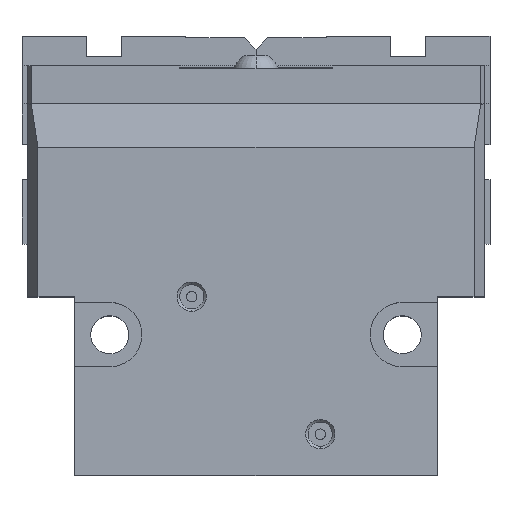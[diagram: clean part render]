
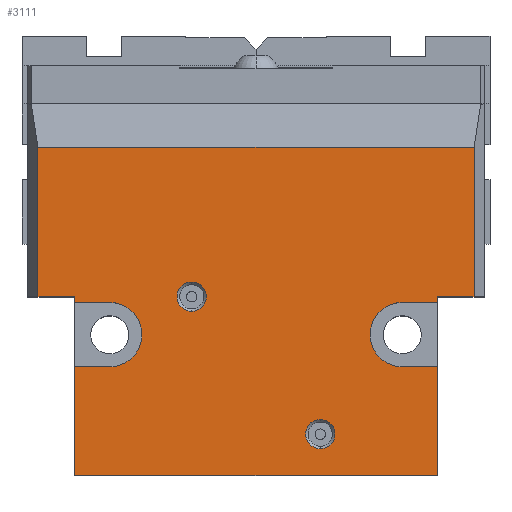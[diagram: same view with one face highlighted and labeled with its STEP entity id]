
A CAD part, top view. The second image highlights one B-rep face of the part: STEP entity #3111.
In plain terms, the highlighted planar face has unit normal (0, 0, 1).
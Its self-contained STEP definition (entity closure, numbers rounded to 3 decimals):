
#1877 = VERTEX_POINT( '', #4995 );
#1911 = EDGE_CURVE( '', #2409, #4191, #5034, .T. );
#1979 = EDGE_CURVE( '', #2593, #3589, #5110, .T. );
#2073 = EDGE_CURVE( '', #2253, #3493, #5212, .T. );
#2125 = VERTEX_POINT( '', #5267 );
#2147 = EDGE_CURVE( '', #3213, #1877, #5291, .T. );
#2173 = EDGE_CURVE( '', #3911, #1877, #5320, .T. );
#2177 = VERTEX_POINT( '', #5324 );
#2253 = VERTEX_POINT( '', #5405 );
#2315 = VERTEX_POINT( '', #5477 );
#2355 = VERTEX_POINT( '', #5519 );
#2407 = VERTEX_POINT( '', #5574 );
#2409 = VERTEX_POINT( '', #5576 );
#2489 = VERTEX_POINT( '', #5664 );
#2563 = VERTEX_POINT( '', #5749 );
#2593 = VERTEX_POINT( '', #5784 );
#2641 = EDGE_CURVE( '', #4557, #2253, #5836, .T. );
#2691 = EDGE_CURVE( '', #4191, #2593, #5897, .T. );
#2831 = EDGE_CURVE( '', #2489, #2409, #6053, .T. );
#2851 = EDGE_CURVE( '', #2407, #4169, #6073, .T. );
#2863 = EDGE_CURVE( '', #4169, #2407, #6088, .T. );
#2947 = VERTEX_POINT( '', #6179 );
#3111 = ADVANCED_FACE( '', ( #6363, #6364, #6365 ), #6366, .T. );
#3181 = EDGE_CURVE( '', #3213, #2355, #6444, .T. );
#3213 = VERTEX_POINT( '', #6479 );
#3311 = EDGE_CURVE( '', #4371, #3911, #6588, .T. );
#3461 = EDGE_CURVE( '', #2947, #2489, #6756, .T. );
#3493 = VERTEX_POINT( '', #6791 );
#3589 = VERTEX_POINT( '', #6903 );
#3639 = EDGE_CURVE( '', #2177, #4557, #6956, .T. );
#3761 = EDGE_CURVE( '', #2177, #2355, #7084, .T. );
#3887 = EDGE_CURVE( '', #3589, #2315, #7222, .T. );
#3911 = VERTEX_POINT( '', #7250 );
#3953 = EDGE_CURVE( '', #2563, #2125, #7293, .T. );
#3957 = EDGE_CURVE( '', #2315, #4371, #7297, .T. );
#3999 = EDGE_CURVE( '', #2125, #2563, #7340, .T. );
#4169 = VERTEX_POINT( '', #7527 );
#4191 = VERTEX_POINT( '', #7554 );
#4301 = EDGE_CURVE( '', #2947, #3493, #7680, .T. );
#4371 = VERTEX_POINT( '', #7756 );
#4557 = VERTEX_POINT( '', #7964 );
#4995 = CARTESIAN_POINT( '', ( -37.268, 56.036, 22. ) );
#5034 = LINE( '', #8576, #8577 );
#5110 = LINE( '', #8675, #8676 );
#5212 = LINE( '', #8829, #8830 );
#5267 = CARTESIAN_POINT( '', ( 11., 9.5, 22. ) );
#5291 = LINE( '', #8946, #8947 );
#5320 = LINE( '', #8986, #8987 );
#5324 = CARTESIAN_POINT( '', ( -31., 29.5, 22. ) );
#5405 = CARTESIAN_POINT( '', ( -25., 18.5, 22. ) );
#5477 = CARTESIAN_POINT( '', ( 31., 30.5, 22. ) );
#5519 = CARTESIAN_POINT( '', ( -31., 30.5, 22. ) );
#5574 = CARTESIAN_POINT( '', ( -11., 28., 22. ) );
#5576 = CARTESIAN_POINT( '', ( 31., 18.5, 22. ) );
#5664 = CARTESIAN_POINT( '', ( 31., 0., 22. ) );
#5749 = CARTESIAN_POINT( '', ( 11., 4.5, 22. ) );
#5784 = CARTESIAN_POINT( '', ( 25., 29.5, 22. ) );
#5836 = CIRCLE( '', #9738, 5.5 );
#5897 = CIRCLE( '', #9814, 5.5 );
#6053 = LINE( '', #10026, #10027 );
#6073 = CIRCLE( '', #10052, 2.5 );
#6088 = CIRCLE( '', #10069, 2.5 );
#6179 = CARTESIAN_POINT( '', ( -31., 0., 22. ) );
#6363 = FACE_BOUND( '', #10451, .T. );
#6364 = FACE_BOUND( '', #10452, .T. );
#6365 = FACE_OUTER_BOUND( '', #10453, .T. );
#6366 = PLANE( '', #10454 );
#6444 = LINE( '', #10562, #10563 );
#6479 = CARTESIAN_POINT( '', ( -37.268, 30.5, 22. ) );
#6588 = LINE( '', #10799, #10800 );
#6756 = LINE( '', #11042, #11043 );
#6791 = CARTESIAN_POINT( '', ( -31., 18.5, 22. ) );
#6903 = CARTESIAN_POINT( '', ( 31., 29.5, 22. ) );
#6956 = LINE( '', #11358, #11359 );
#7084 = LINE( '', #11573, #11574 );
#7222 = LINE( '', #11768, #11769 );
#7250 = CARTESIAN_POINT( '', ( 37.268, 56.036, 22. ) );
#7293 = CIRCLE( '', #11880, 2.5 );
#7297 = LINE( '', #11887, #11888 );
#7340 = CIRCLE( '', #11961, 2.5 );
#7527 = CARTESIAN_POINT( '', ( -11., 33., 22. ) );
#7554 = CARTESIAN_POINT( '', ( 25., 18.5, 22. ) );
#7680 = LINE( '', #12451, #12452 );
#7756 = CARTESIAN_POINT( '', ( 37.268, 30.5, 22. ) );
#7964 = CARTESIAN_POINT( '', ( -25., 29.5, 22. ) );
#8576 = CARTESIAN_POINT( '', ( 28., 18.5, 22. ) );
#8577 = VECTOR( '', #13424, 1. );
#8675 = CARTESIAN_POINT( '', ( 33., 29.5, 22. ) );
#8676 = VECTOR( '', #13506, 1. );
#8829 = CARTESIAN_POINT( '', ( -2., 18.5, 22. ) );
#8830 = VECTOR( '', #13601, 1. );
#8946 = CARTESIAN_POINT( '', ( -37.268, 30.5, 22. ) );
#8947 = VECTOR( '', #13669, 1. );
#8986 = CARTESIAN_POINT( '', ( 35.5, 56.036, 22. ) );
#8987 = VECTOR( '', #13701, 1. );
#9738 = AXIS2_PLACEMENT_3D( '', #14253, #14254, #14255 );
#9814 = AXIS2_PLACEMENT_3D( '', #14360, #14361, #14362 );
#10026 = CARTESIAN_POINT( '', ( 31., 0., 22. ) );
#10027 = VECTOR( '', #14550, 1. );
#10052 = AXIS2_PLACEMENT_3D( '', #14558, #14559, #14560 );
#10069 = AXIS2_PLACEMENT_3D( '', #14589, #14590, #14591 );
#10451 = EDGE_LOOP( '', ( #14882, #14883 ) );
#10452 = EDGE_LOOP( '', ( #14884, #14885 ) );
#10453 = EDGE_LOOP( '', ( #14886, #14887, #14888, #14889, #14890, #14891, #14892, #14893, #14894, #14895, #14896, #14897, #14898, #14899, #14900, #14901 ) );
#10454 = AXIS2_PLACEMENT_3D( '', #14902, #14903, #14904 );
#10562 = CARTESIAN_POINT( '', ( -37.268, 30.5, 22. ) );
#10563 = VECTOR( '', #14995, 1. );
#10799 = CARTESIAN_POINT( '', ( 37.268, 30.5, 22. ) );
#10800 = VECTOR( '', #15161, 1. );
#11042 = CARTESIAN_POINT( '', ( -31., 0., 22. ) );
#11043 = VECTOR( '', #15362, 1. );
#11358 = CARTESIAN_POINT( '', ( 3., 29.5, 22. ) );
#11359 = VECTOR( '', #15582, 1. );
#11573 = CARTESIAN_POINT( '', ( -31., 0., 22. ) );
#11574 = VECTOR( '', #15675, 1. );
#11768 = CARTESIAN_POINT( '', ( 31., 0., 22. ) );
#11769 = VECTOR( '', #15834, 1. );
#11880 = AXIS2_PLACEMENT_3D( '', #15888, #15889, #15890 );
#11887 = CARTESIAN_POINT( '', ( -37.268, 30.5, 22. ) );
#11888 = VECTOR( '', #15892, 1. );
#11961 = AXIS2_PLACEMENT_3D( '', #15922, #15923, #15924 );
#12451 = CARTESIAN_POINT( '', ( -31., 0., 22. ) );
#12452 = VECTOR( '', #16330, 1. );
#13424 = DIRECTION( '', ( -1., 0., 0. ) );
#13506 = DIRECTION( '', ( 1., 0., 0. ) );
#13601 = DIRECTION( '', ( -1., 0., 0. ) );
#13669 = DIRECTION( '', ( 0., 1., 0. ) );
#13701 = DIRECTION( '', ( -1., 0., 0. ) );
#14253 = CARTESIAN_POINT( '', ( -25., 24., 22. ) );
#14254 = DIRECTION( '', ( 0., 0., -1. ) );
#14255 = DIRECTION( '', ( 0., -1., 0. ) );
#14360 = CARTESIAN_POINT( '', ( 25., 24., 22. ) );
#14361 = DIRECTION( '', ( 0., 0., -1. ) );
#14362 = DIRECTION( '', ( 0., 1., 0. ) );
#14550 = DIRECTION( '', ( 0., 1., 0. ) );
#14558 = CARTESIAN_POINT( '', ( -11., 30.5, 22. ) );
#14559 = DIRECTION( '', ( 0., 0., -1. ) );
#14560 = DIRECTION( '', ( 0., 1., 0. ) );
#14589 = CARTESIAN_POINT( '', ( -11., 30.5, 22. ) );
#14590 = DIRECTION( '', ( 0., 0., -1. ) );
#14591 = DIRECTION( '', ( 0., 1., 0. ) );
#14882 = ORIENTED_EDGE( '', *, *, #2863, .T. );
#14883 = ORIENTED_EDGE( '', *, *, #2851, .T. );
#14884 = ORIENTED_EDGE( '', *, *, #3999, .T. );
#14885 = ORIENTED_EDGE( '', *, *, #3953, .T. );
#14886 = ORIENTED_EDGE( '', *, *, #1911, .T. );
#14887 = ORIENTED_EDGE( '', *, *, #2691, .T. );
#14888 = ORIENTED_EDGE( '', *, *, #1979, .T. );
#14889 = ORIENTED_EDGE( '', *, *, #3887, .T. );
#14890 = ORIENTED_EDGE( '', *, *, #3957, .T. );
#14891 = ORIENTED_EDGE( '', *, *, #3311, .T. );
#14892 = ORIENTED_EDGE( '', *, *, #2173, .T. );
#14893 = ORIENTED_EDGE( '', *, *, #2147, .F. );
#14894 = ORIENTED_EDGE( '', *, *, #3181, .T. );
#14895 = ORIENTED_EDGE( '', *, *, #3761, .F. );
#14896 = ORIENTED_EDGE( '', *, *, #3639, .T. );
#14897 = ORIENTED_EDGE( '', *, *, #2641, .T. );
#14898 = ORIENTED_EDGE( '', *, *, #2073, .T. );
#14899 = ORIENTED_EDGE( '', *, *, #4301, .F. );
#14900 = ORIENTED_EDGE( '', *, *, #3461, .T. );
#14901 = ORIENTED_EDGE( '', *, *, #2831, .T. );
#14902 = CARTESIAN_POINT( '', ( 31., 0., 22. ) );
#14903 = DIRECTION( '', ( 0., 0., 1. ) );
#14904 = DIRECTION( '', ( 1., 0., 0. ) );
#14995 = DIRECTION( '', ( 1., 0., 0. ) );
#15161 = DIRECTION( '', ( 0., 1., 0. ) );
#15362 = DIRECTION( '', ( 1., 0., 0. ) );
#15582 = DIRECTION( '', ( 1., 0., 0. ) );
#15675 = DIRECTION( '', ( 0., 1., 0. ) );
#15834 = DIRECTION( '', ( 0., 1., 0. ) );
#15888 = CARTESIAN_POINT( '', ( 11., 7., 22. ) );
#15889 = DIRECTION( '', ( 0., 0., -1. ) );
#15890 = DIRECTION( '', ( 0., 1., 0. ) );
#15892 = DIRECTION( '', ( 1., 0., 0. ) );
#15922 = CARTESIAN_POINT( '', ( 11., 7., 22. ) );
#15923 = DIRECTION( '', ( 0., 0., -1. ) );
#15924 = DIRECTION( '', ( 0., 1., 0. ) );
#16330 = DIRECTION( '', ( 0., 1., 0. ) );
